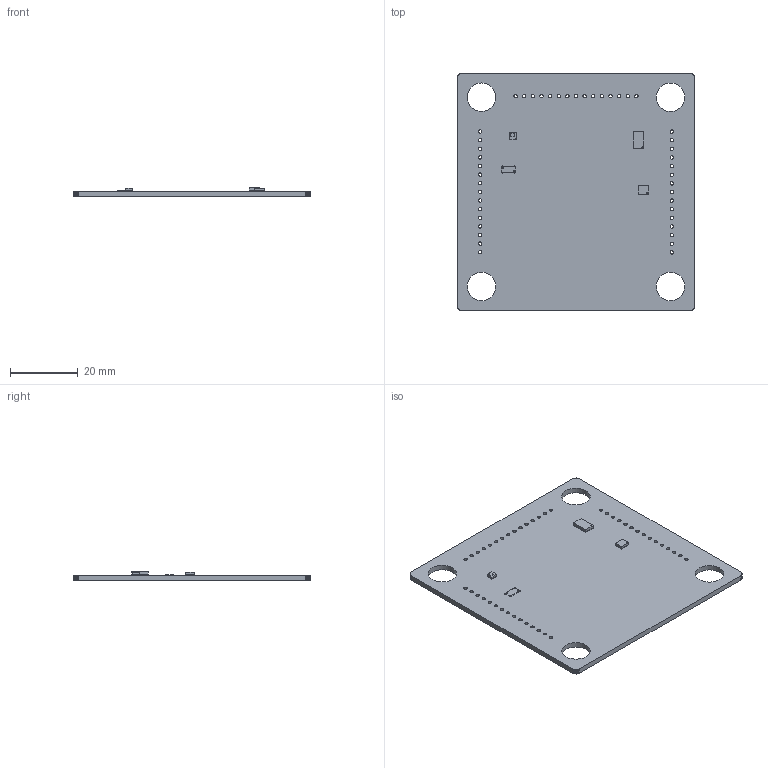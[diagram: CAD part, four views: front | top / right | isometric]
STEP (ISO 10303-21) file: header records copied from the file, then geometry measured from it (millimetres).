
FILE_DESCRIPTION(('KiCad electronic assembly'),'2;1');
FILE_NAME('Sensor_Stack.step','2024-04-26T20:54:42',('Pcbnew'),('Kicad') ,'Open CASCADE STEP processor 7.7','KiCad to STEP converter','Unknown' );
FILE_SCHEMA(('AUTOMOTIVE_DESIGN { 1 0 10303 214 1 1 1 1 }'));
Length unit declared in the file: millimetre
Products named in the file (10): Sensor_Stack 1; LSM6DSOXTR; COMPOUND; LPS22HB; ADXL375BCCZ-RL7; MS560702BA03-50; SOLID; Sensor_Stack PCB
Assembly tree (9 placements, depth 3):
  Sensor_Stack 1
    LSM6DSOXTR
      COMPOUND
    LPS22HB
      COMPOUND
    ADXL375BCCZ-RL7
      COMPOUND
    MS560702BA03-50
      SOLID
    Sensor_Stack PCB
Bounding box: 70 x 70 x 2.63 mm (x, y, z)
Volume: 7368.8 mm3; surface area: 10302.5 mm2
Topology: 48 solids, 48 shells, 621 faces, 1421 edges, 942 vertices
Faces by surface type: plane 532, cylinder 81, bspline 8
Full cylindrical faces by diameter (mm): 1 x45, 8.4 x4
Entity records: 39004 total; most frequent: CARTESIAN_POINT 9024, DIRECTION 5465, LINE 3899, VECTOR 3899, ORIENTED_EDGE 2842, PCURVE 2842, DEFINITIONAL_REPRESENTATION 2842, EDGE_CURVE 1421
